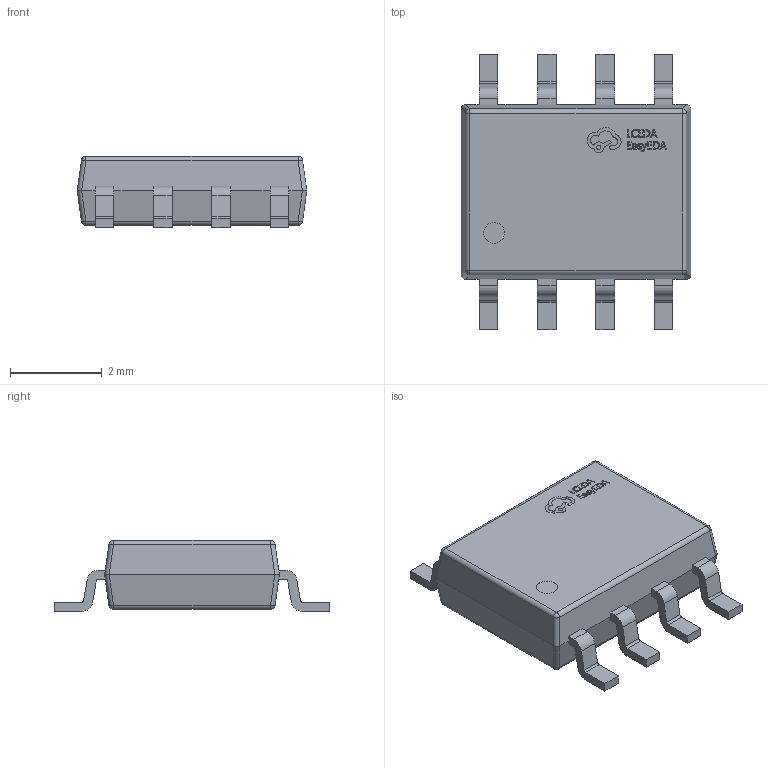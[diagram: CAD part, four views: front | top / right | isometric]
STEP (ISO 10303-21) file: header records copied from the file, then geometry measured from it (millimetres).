
FILE_DESCRIPTION (( 'STEP AP214' ), '1' );
FILE_NAME ('SOP-8_L5.0-W3.8-P1.27-LS6.0-BL.step', '2022-07-26T10:20:28', ( '' ), ( '' ), 'SwSTEP 2.0', 'SolidWorks 2020', '' );
FILE_SCHEMA (( 'AUTOMOTIVE_DESIGN' ));
Length unit declared in the file: millimetre
Products named in the file (1): SOP-8_L5.0-W3.8-P1.27-LS6.0-BL
Bounding box: 5 x 6 x 1.55 mm (x, y, z)
Volume: 28.1 mm3; surface area: 75.4 mm2
Topology: 14 solids, 14 shells, 431 faces, 1153 edges, 758 vertices
Faces by surface type: plane 261, bspline 112, cylinder 50, sphere 8
Entity records: 19431 total; most frequent: CARTESIAN_POINT 4459, ORIENTED_EDGE 2306, DIRECTION 1653, EDGE_CURVE 1153, LINE 829, VECTOR 829, VERTEX_POINT 758, EDGE_LOOP 451
